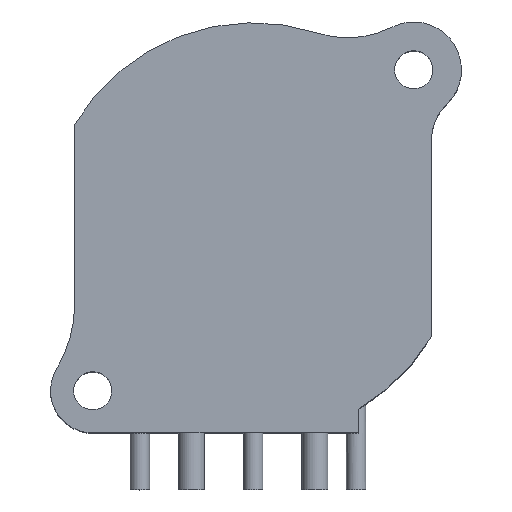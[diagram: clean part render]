
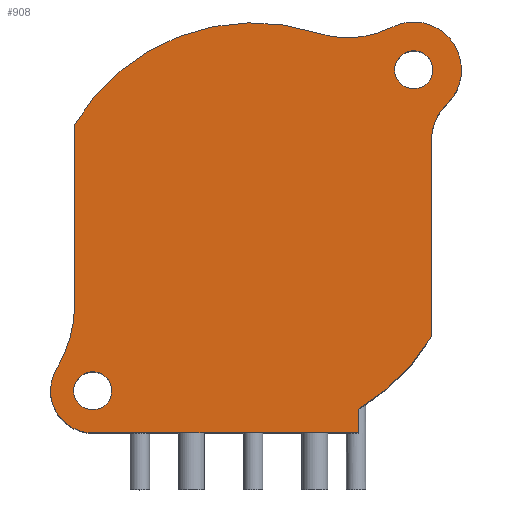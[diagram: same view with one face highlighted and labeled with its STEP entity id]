
A CAD part, top view. The second image highlights one B-rep face of the part: STEP entity #908.
In plain terms, the highlighted planar face has unit normal (0, 0, 1).
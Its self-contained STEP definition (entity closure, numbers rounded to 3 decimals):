
#99=CARTESIAN_POINT('',(9.9,9.9,19.5));
#100=DIRECTION('',(0.,0.,-1.));
#101=DIRECTION('',(1.,0.,0.));
#102=AXIS2_PLACEMENT_3D('',#99,#100,#101);
#104=CARTESIAN_POINT('',(9.9,9.9,19.5));
#105=DIRECTION('',(0.,0.,-1.));
#106=DIRECTION('',(-1.,0.,0.));
#107=AXIS2_PLACEMENT_3D('',#104,#105,#106);
#109=CARTESIAN_POINT('',(-9.9,-9.9,19.5));
#110=DIRECTION('',(0.,0.,-1.));
#111=DIRECTION('',(1.,0.,0.));
#112=AXIS2_PLACEMENT_3D('',#109,#110,#111);
#114=CARTESIAN_POINT('',(-9.9,-9.9,19.5));
#115=DIRECTION('',(0.,0.,-1.));
#116=DIRECTION('',(-1.,0.,0.));
#117=AXIS2_PLACEMENT_3D('',#114,#115,#116);
#119=DIRECTION('',(0.,-1.,0.));
#120=VECTOR('',#119,11.009);
#121=CARTESIAN_POINT('',(-11.,6.545,19.5));
#122=LINE('',#121,#120);
#123=CARTESIAN_POINT('',(0.,0.,19.5));
#124=DIRECTION('',(0.,0.,1.));
#125=DIRECTION('',(0.31,0.951,0.));
#126=AXIS2_PLACEMENT_3D('',#123,#124,#125);
#128=CARTESIAN_POINT('',(5.833,17.872,19.5));
#129=DIRECTION('',(0.,0.,-1.));
#130=DIRECTION('',(0.454,-0.891,0.));
#131=AXIS2_PLACEMENT_3D('',#128,#129,#130);
#133=CARTESIAN_POINT('',(9.9,9.9,19.5));
#134=DIRECTION('',(0.,0.,1.));
#135=DIRECTION('',(0.689,-0.725,0.));
#136=AXIS2_PLACEMENT_3D('',#133,#134,#135);
#138=CARTESIAN_POINT('',(14.,5.588,19.5));
#139=DIRECTION('',(0.,0.,-1.));
#140=DIRECTION('',(-1.,0.,0.));
#141=AXIS2_PLACEMENT_3D('',#138,#139,#140);
#143=DIRECTION('',(0.,1.,0.));
#144=VECTOR('',#143,12.133);
#145=CARTESIAN_POINT('',(11.,-6.545,19.5));
#146=LINE('',#145,#144);
#147=CARTESIAN_POINT('',(0.,0.,19.5));
#148=DIRECTION('',(0.,0.,1.));
#149=DIRECTION('',(0.508,-0.861,0.));
#150=AXIS2_PLACEMENT_3D('',#147,#148,#149);
#152=DIRECTION('',(0.,1.,0.));
#153=VECTOR('',#152,1.473);
#154=CARTESIAN_POINT('',(6.5,-12.5,19.5));
#155=LINE('',#154,#153);
#156=DIRECTION('',(1.,0.,0.));
#157=VECTOR('',#156,16.4);
#158=CARTESIAN_POINT('',(-9.9,-12.5,19.5));
#159=LINE('',#158,#157);
#160=CARTESIAN_POINT('',(-9.9,-9.9,19.5));
#161=DIRECTION('',(0.,0.,1.));
#162=DIRECTION('',(-0.858,0.513,0.));
#163=AXIS2_PLACEMENT_3D('',#160,#161,#162);
#165=CARTESIAN_POINT('',(-19.,-4.464,19.5));
#166=DIRECTION('',(0.,0.,-1.));
#167=DIRECTION('',(1.,0.,0.));
#168=AXIS2_PLACEMENT_3D('',#165,#166,#167);
#628=CARTESIAN_POINT('',(-11.,6.545,19.5));
#629=CARTESIAN_POINT('',(-11.,-4.464,19.5));
#630=VERTEX_POINT('',#628);
#631=VERTEX_POINT('',#629);
#632=CARTESIAN_POINT('',(-12.132,-8.567,19.5));
#633=CARTESIAN_POINT('',(-9.9,-12.5,19.5));
#634=VERTEX_POINT('',#632);
#635=VERTEX_POINT('',#633);
#636=CARTESIAN_POINT('',(6.5,-12.5,19.5));
#637=VERTEX_POINT('',#636);
#638=CARTESIAN_POINT('',(6.5,-11.027,19.5));
#639=VERTEX_POINT('',#638);
#640=CARTESIAN_POINT('',(11.,-6.545,19.5));
#641=CARTESIAN_POINT('',(11.,5.588,19.5));
#642=VERTEX_POINT('',#640);
#643=VERTEX_POINT('',#641);
#644=CARTESIAN_POINT('',(11.933,7.762,19.5));
#645=CARTESIAN_POINT('',(8.559,12.528,19.5));
#646=VERTEX_POINT('',#644);
#647=VERTEX_POINT('',#645);
#648=CARTESIAN_POINT('',(3.971,12.168,19.5));
#649=VERTEX_POINT('',#648);
#658=CARTESIAN_POINT('',(11.075,9.9,19.5));
#659=CARTESIAN_POINT('',(8.725,9.9,19.5));
#660=VERTEX_POINT('',#658);
#661=VERTEX_POINT('',#659);
#662=CARTESIAN_POINT('',(-8.725,-9.9,19.5));
#663=CARTESIAN_POINT('',(-11.075,-9.9,19.5));
#664=VERTEX_POINT('',#662);
#665=VERTEX_POINT('',#663);
#869=CARTESIAN_POINT('',(0.,0.,19.5));
#870=DIRECTION('',(0.,0.,1.));
#871=DIRECTION('',(1.,0.,0.));
#872=AXIS2_PLACEMENT_3D('',#869,#870,#871);
#873=PLANE('',#872);
#875=ORIENTED_EDGE('',*,*,#874,.F.);
#877=ORIENTED_EDGE('',*,*,#876,.F.);
#879=ORIENTED_EDGE('',*,*,#878,.F.);
#881=ORIENTED_EDGE('',*,*,#880,.F.);
#883=ORIENTED_EDGE('',*,*,#882,.F.);
#885=ORIENTED_EDGE('',*,*,#884,.F.);
#887=ORIENTED_EDGE('',*,*,#886,.F.);
#889=ORIENTED_EDGE('',*,*,#888,.F.);
#891=ORIENTED_EDGE('',*,*,#890,.F.);
#893=ORIENTED_EDGE('',*,*,#892,.F.);
#895=ORIENTED_EDGE('',*,*,#894,.F.);
#896=EDGE_LOOP('',(#875,#877,#879,#881,#883,#885,#887,#889,#891,#893,#895));
#897=FACE_OUTER_BOUND('',#896,.F.);
#899=ORIENTED_EDGE('',*,*,#898,.F.);
#901=ORIENTED_EDGE('',*,*,#900,.F.);
#902=EDGE_LOOP('',(#899,#901));
#903=FACE_BOUND('',#902,.F.);
#904=ORIENTED_EDGE('',*,*,#849,.F.);
#905=ORIENTED_EDGE('',*,*,#863,.F.);
#906=EDGE_LOOP('',(#904,#905));
#907=FACE_BOUND('',#906,.F.);
#908=ADVANCED_FACE('',(#897,#903,#907),#873,.T.);
#103=CIRCLE('',#102,1.175);
#108=CIRCLE('',#107,1.175);
#113=CIRCLE('',#112,1.175);
#118=CIRCLE('',#117,1.175);
#127=CIRCLE('',#126,12.8);
#132=CIRCLE('',#131,6.);
#137=CIRCLE('',#136,2.95);
#142=CIRCLE('',#141,3.);
#151=CIRCLE('',#150,12.8);
#164=CIRCLE('',#163,2.6);
#169=CIRCLE('',#168,8.);
#849=EDGE_CURVE('',#660,#661,#103,.T.);
#863=EDGE_CURVE('',#661,#660,#108,.T.);
#874=EDGE_CURVE('',#630,#631,#122,.T.);
#876=EDGE_CURVE('',#649,#630,#127,.T.);
#878=EDGE_CURVE('',#647,#649,#132,.T.);
#880=EDGE_CURVE('',#646,#647,#137,.T.);
#882=EDGE_CURVE('',#643,#646,#142,.T.);
#884=EDGE_CURVE('',#642,#643,#146,.T.);
#886=EDGE_CURVE('',#639,#642,#151,.T.);
#888=EDGE_CURVE('',#637,#639,#155,.T.);
#890=EDGE_CURVE('',#635,#637,#159,.T.);
#892=EDGE_CURVE('',#634,#635,#164,.T.);
#894=EDGE_CURVE('',#631,#634,#169,.T.);
#898=EDGE_CURVE('',#664,#665,#113,.T.);
#900=EDGE_CURVE('',#665,#664,#118,.T.);
